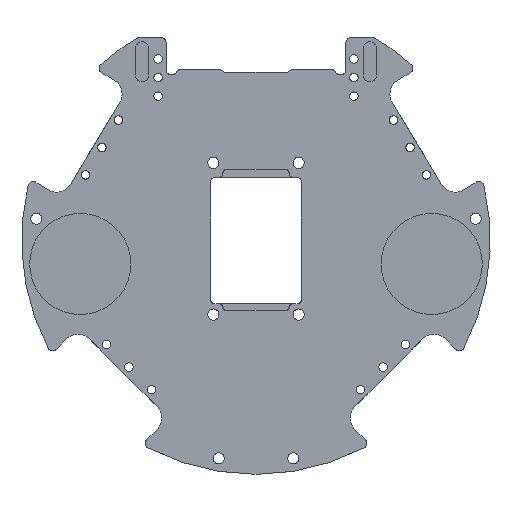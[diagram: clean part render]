
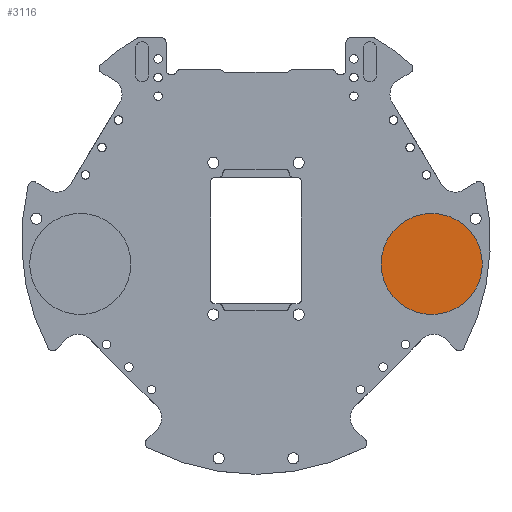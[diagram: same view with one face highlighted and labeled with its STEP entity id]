
A CAD part, top view. The second image highlights one B-rep face of the part: STEP entity #3116.
In plain terms, the highlighted planar face has unit normal (0, 0, 1).
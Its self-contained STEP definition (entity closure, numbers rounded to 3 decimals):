
#140=PLANE('',#3410);
#209=FACE_OUTER_BOUND('',#389,.T.);
#389=EDGE_LOOP('',(#2367));
#1055=CIRCLE('',#3409,19.);
#1383=VERTEX_POINT('',#5127);
#1759=EDGE_CURVE('',#1383,#1383,#1055,.T.);
#2367=ORIENTED_EDGE('',*,*,#1759,.T.);
#3116=ADVANCED_FACE('',(#209),#140,.F.);
#3409=AXIS2_PLACEMENT_3D('',#5129,#4054,#4055);
#3410=AXIS2_PLACEMENT_3D('',#5130,#4056,#4057);
#4054=DIRECTION('center_axis',(0.,0.,1.));
#4055=DIRECTION('ref_axis',(1.,0.,0.));
#4056=DIRECTION('center_axis',(0.,0.,-1.));
#4057=DIRECTION('ref_axis',(-1.,0.,0.));
#5127=CARTESIAN_POINT('',(47.,-9.,1.));
#5129=CARTESIAN_POINT('Origin',(66.,-9.,1.));
#5130=CARTESIAN_POINT('Origin',(66.,-9.,1.));
